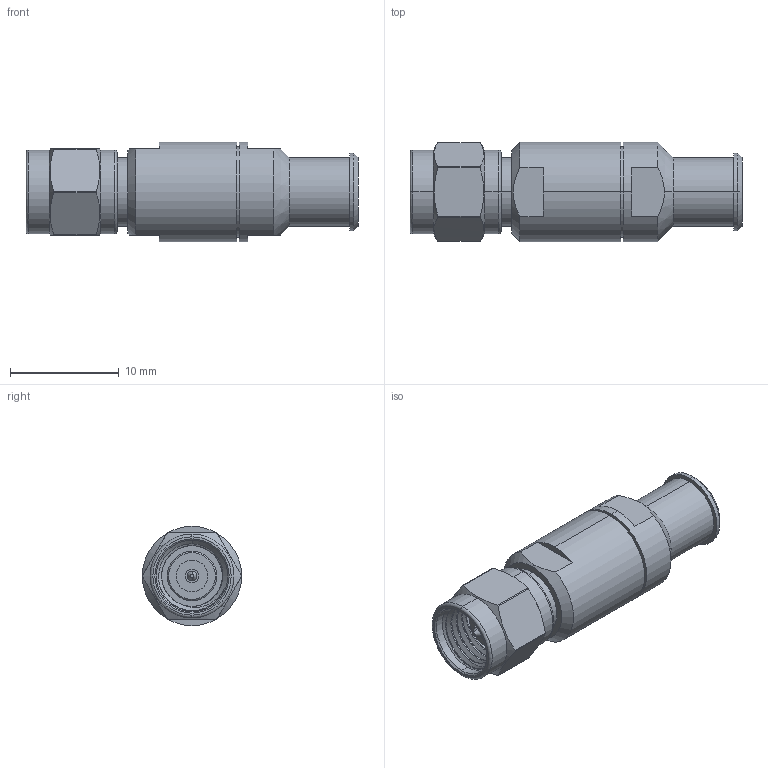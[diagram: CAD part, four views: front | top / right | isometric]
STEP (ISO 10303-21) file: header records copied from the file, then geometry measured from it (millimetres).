
FILE_DESCRIPTION (( 'STEP AP214' ), '1' );
FILE_NAME ('FMCN5143_3D.step', '2024-07-02T18:26:31', ( '' ), ( '' ), 'SwSTEP 2.0', 'SolidWorks 2022', '' );
FILE_SCHEMA (( 'AUTOMOTIVE_DESIGN' ));
Length unit declared in the file: inch
Products named in the file (1): FMCN5143_3D
Bounding box: 30.56 x 9.14 x 9.14 mm (x, y, z)
Volume: 1246.8 mm3; surface area: 1382.7 mm2
Topology: 1 solids, 1 shells, 127 faces, 300 edges, 191 vertices
Faces by surface type: cylinder 54, plane 36, cone 28, torus 6, bspline 3
Entity records: 5474 total; most frequent: CARTESIAN_POINT 2510, DIRECTION 629, ORIENTED_EDGE 600, EDGE_CURVE 300, AXIS2_PLACEMENT_3D 260, VERTEX_POINT 191, EDGE_LOOP 143, CIRCLE 135
